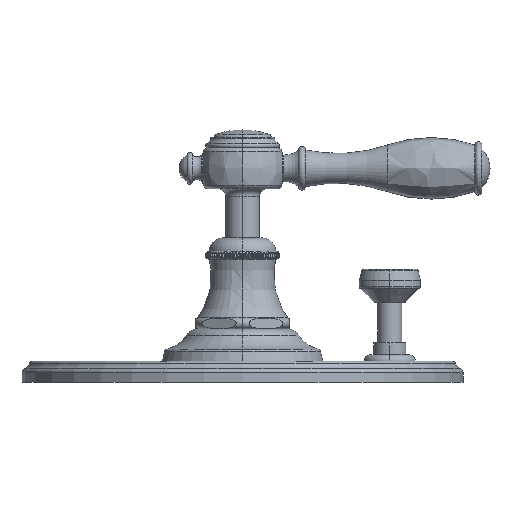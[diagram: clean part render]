
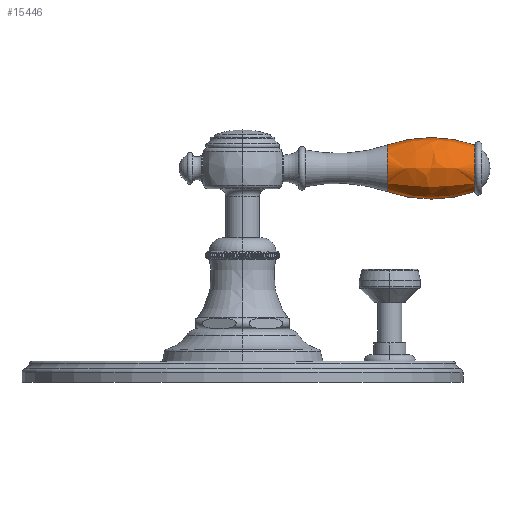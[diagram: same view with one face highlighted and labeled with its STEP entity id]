
A CAD part, left-side view. The second image highlights one B-rep face of the part: STEP entity #15446.
In plain terms, the highlighted free-form (B-spline) face has degree [3, 3] with [4, 4] control points.
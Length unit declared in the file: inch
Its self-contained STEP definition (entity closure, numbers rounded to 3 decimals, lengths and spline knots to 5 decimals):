
#7331=CARTESIAN_POINT('',(0.,-2.13153,3.153));
#7332=DIRECTION('',(0.,-1.,0.));
#7333=DIRECTION('',(0.,0.,1.));
#7334=AXIS2_PLACEMENT_3D('',#7331,#7332,#7333);
#7371=CARTESIAN_POINT('',(0.,-2.77777,1.63651));
#7372=DIRECTION('',(-1.,0.,0.));
#7373=DIRECTION('',(0.,-0.328,0.945));
#7374=AXIS2_PLACEMENT_3D('',#7371,#7372,#7373);
#7376=CARTESIAN_POINT('',(0.,-2.77777,4.66949));
#7377=DIRECTION('',(1.,0.,0.));
#7378=DIRECTION('',(0.,-0.328,-0.945));
#7379=AXIS2_PLACEMENT_3D('',#7376,#7377,#7378);
#7401=CARTESIAN_POINT('',(0.,-3.424,3.153));
#7402=DIRECTION('',(0.,-1.,0.));
#7403=DIRECTION('',(0.,0.,1.));
#7404=AXIS2_PLACEMENT_3D('',#7401,#7402,#7403);
#9044=CARTESIAN_POINT('',(0.,-2.13153,3.4975));
#9045=CARTESIAN_POINT('',(0.,-2.13153,2.8085));
#9046=VERTEX_POINT('',#9044);
#9047=VERTEX_POINT('',#9045);
#9062=CARTESIAN_POINT('',(0.,-3.424,3.4975));
#9063=CARTESIAN_POINT('',(0.,-3.424,2.8085));
#9064=VERTEX_POINT('',#9062);
#9065=VERTEX_POINT('',#9063);
#15423=CARTESIAN_POINT('',(0.,-2.13153,3.4975));
#15424=CARTESIAN_POINT('',(0.,-2.5541,3.64424));
#15425=CARTESIAN_POINT('',(0.,-3.00143,3.64424));
#15426=CARTESIAN_POINT('',(0.,-3.424,3.4975));
#15427=CARTESIAN_POINT('',(-0.689,-2.13153,3.4975));
#15428=CARTESIAN_POINT('',(-0.98248,-2.5541,
3.64424));
#15429=CARTESIAN_POINT('',(-0.98248,-3.00143,
3.64424));
#15430=CARTESIAN_POINT('',(-0.689,-3.424,3.4975));
#15431=CARTESIAN_POINT('',(-0.689,-2.13153,2.8085));
#15432=CARTESIAN_POINT('',(-0.98248,-2.5541,
2.66176));
#15433=CARTESIAN_POINT('',(-0.98248,-3.00143,
2.66176));
#15434=CARTESIAN_POINT('',(-0.689,-3.424,2.8085));
#15435=CARTESIAN_POINT('',(0.,-2.13153,2.8085));
#15436=CARTESIAN_POINT('',(0.,-2.5541,2.66176));
#15437=CARTESIAN_POINT('',(0.,-3.00143,2.66176));
#15438=CARTESIAN_POINT('',(0.,-3.424,2.8085));
#15439=(BOUNDED_SURFACE()B_SPLINE_SURFACE(3,3,((#15423,#15424,#15425,#15426),(
#15427,#15428,#15429,#15430),(#15431,#15432,#15433,#15434),(#15435,#15436,
#15437,#15438)),.UNSPECIFIED.,.F.,.F.,.F.)B_SPLINE_SURFACE_WITH_KNOTS((4,4),(4,
4),(0.,1.),(0.,1.),.UNSPECIFIED.)GEOMETRIC_REPRESENTATION_ITEM()RATIONAL_B_SPLINE_SURFACE(((2.057,1.981,1.981,
2.057),(0.686,0.66,0.66,
0.686),(0.686,0.66,0.66,
0.686),(2.057,1.981,1.981,
2.057)))REPRESENTATION_ITEM('')SURFACE());
#15440=ORIENTED_EDGE('',*,*,#15414,.T.);
#15441=ORIENTED_EDGE('',*,*,#15389,.T.);
#15442=ORIENTED_EDGE('',*,*,#15334,.F.);
#15443=ORIENTED_EDGE('',*,*,#15386,.F.);
#15444=EDGE_LOOP('',(#15440,#15441,#15442,#15443));
#15445=FACE_OUTER_BOUND('',#15444,.F.);
#15446=ADVANCED_FACE('',(#15445),#15439,.T.);
#7335=CIRCLE('',#7334,0.3445);
#7375=CIRCLE('',#7374,1.97);
#7380=CIRCLE('',#7379,1.97);
#7405=CIRCLE('',#7404,0.3445);
#15334=EDGE_CURVE('',#9046,#9047,#7335,.T.);
#15386=EDGE_CURVE('',#9064,#9046,#7375,.T.);
#15389=EDGE_CURVE('',#9065,#9047,#7380,.T.);
#15414=EDGE_CURVE('',#9064,#9065,#7405,.T.);
